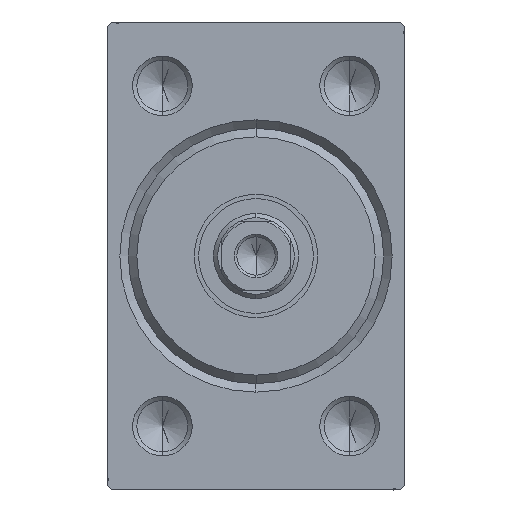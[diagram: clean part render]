
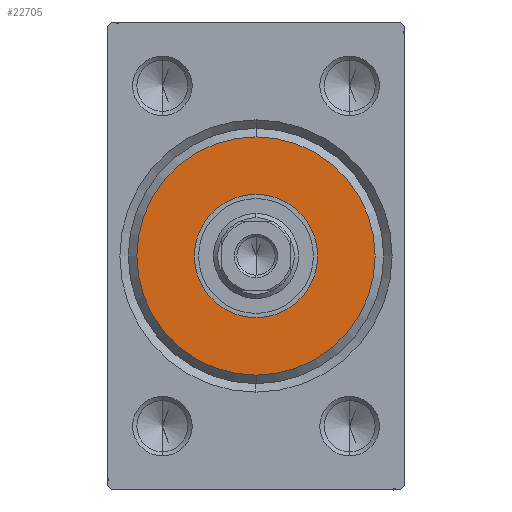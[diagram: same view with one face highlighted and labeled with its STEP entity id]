
A CAD part, left-side view. The second image highlights one B-rep face of the part: STEP entity #22705.
In plain terms, the highlighted face is planar.
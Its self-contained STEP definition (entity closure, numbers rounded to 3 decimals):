
#551 = CIRCLE ( 'NONE', #24369, 7.25 ) ;
#1096 = CARTESIAN_POINT ( 'NONE',  ( 3., 0., -7.25 ) ) ;
#1942 = DIRECTION ( 'NONE',  ( 1., 0., 0. ) ) ;
#2782 = VERTEX_POINT ( 'NONE', #1096 ) ;
#4135 = AXIS2_PLACEMENT_3D ( 'NONE', #20028, #13469, #34501 ) ;
#4771 = CIRCLE ( 'NONE', #13511, 14. ) ;
#5343 = ORIENTED_EDGE ( 'NONE', *, *, #14748, .F. ) ;
#5779 = PLANE ( 'NONE',  #9884 ) ;
#7052 = ORIENTED_EDGE ( 'NONE', *, *, #9751, .F. ) ;
#9159 = EDGE_LOOP ( 'NONE', ( #5343, #7052 ) ) ;
#9653 = EDGE_CURVE ( 'NONE', #15679, #31892, #4771, .T. ) ;
#9751 = EDGE_CURVE ( 'NONE', #16609, #2782, #23587, .T. ) ;
#9823 = DIRECTION ( 'NONE',  ( 0., 0., -1. ) ) ;
#9884 = AXIS2_PLACEMENT_3D ( 'NONE', #36310, #1942, #18895 ) ;
#11040 = CARTESIAN_POINT ( 'NONE',  ( 3., 0., 14. ) ) ;
#13469 = DIRECTION ( 'NONE',  ( 1., 0., 0. ) ) ;
#13511 = AXIS2_PLACEMENT_3D ( 'NONE', #37007, #36335, #16409 ) ;
#14748 = EDGE_CURVE ( 'NONE', #2782, #16609, #551, .T. ) ;
#15657 = AXIS2_PLACEMENT_3D ( 'NONE', #37199, #30609, #9823 ) ;
#15679 = VERTEX_POINT ( 'NONE', #11040 ) ;
#16409 = DIRECTION ( 'NONE',  ( 0., 0., -1. ) ) ;
#16609 = VERTEX_POINT ( 'NONE', #29267 ) ;
#18895 = DIRECTION ( 'NONE',  ( 0., 0., -1. ) ) ;
#20028 = CARTESIAN_POINT ( 'NONE',  ( 3., 0., 0. ) ) ;
#22490 = FACE_OUTER_BOUND ( 'NONE', #43199, .T. ) ;
#22705 = ADVANCED_FACE ( 'NONE', ( #22490, #32675 ), #5779, .T. ) ;
#22761 = EDGE_CURVE ( 'NONE', #31892, #15679, #43106, .T. ) ;
#23587 = CIRCLE ( 'NONE', #4135, 7.25 ) ;
#24369 = AXIS2_PLACEMENT_3D ( 'NONE', #24583, #41806, #34572 ) ;
#24583 = CARTESIAN_POINT ( 'NONE',  ( 3., 0., 0. ) ) ;
#26791 = ORIENTED_EDGE ( 'NONE', *, *, #22761, .T. ) ;
#28685 = CARTESIAN_POINT ( 'NONE',  ( 3., 0., -14. ) ) ;
#29267 = CARTESIAN_POINT ( 'NONE',  ( 3., 0., 7.25 ) ) ;
#30609 = DIRECTION ( 'NONE',  ( 1., 0., 0. ) ) ;
#31892 = VERTEX_POINT ( 'NONE', #28685 ) ;
#32675 = FACE_BOUND ( 'NONE', #9159, .T. ) ;
#34501 = DIRECTION ( 'NONE',  ( 0., 0., -1. ) ) ;
#34572 = DIRECTION ( 'NONE',  ( 0., 0., -1. ) ) ;
#36310 = CARTESIAN_POINT ( 'NONE',  ( 3., 0., 0. ) ) ;
#36335 = DIRECTION ( 'NONE',  ( 1., 0., 0. ) ) ;
#36982 = ORIENTED_EDGE ( 'NONE', *, *, #9653, .T. ) ;
#37007 = CARTESIAN_POINT ( 'NONE',  ( 3., 0., 0. ) ) ;
#37199 = CARTESIAN_POINT ( 'NONE',  ( 3., 0., 0. ) ) ;
#41806 = DIRECTION ( 'NONE',  ( 1., 0., 0. ) ) ;
#43106 = CIRCLE ( 'NONE', #15657, 14. ) ;
#43199 = EDGE_LOOP ( 'NONE', ( #36982, #26791 ) ) ;
